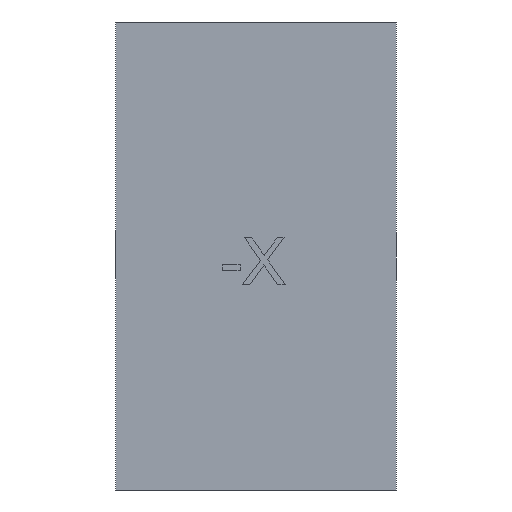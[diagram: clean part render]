
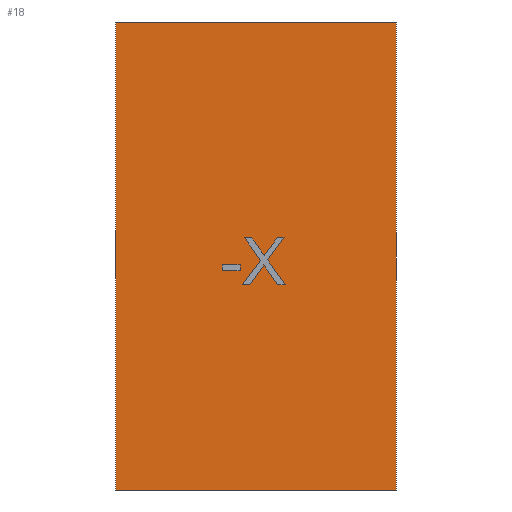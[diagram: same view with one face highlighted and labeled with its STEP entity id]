
A CAD part, left-side view. The second image highlights one B-rep face of the part: STEP entity #18.
In plain terms, the highlighted planar face has unit normal (-1, 0, 0).
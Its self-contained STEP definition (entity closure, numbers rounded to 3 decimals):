
#18=ADVANCED_FACE('',(#174,#165,#166),#2308,.T.);
#165=FACE_BOUND('',#325,.T.);
#166=FACE_BOUND('',#326,.T.);
#174=FACE_OUTER_BOUND('',#324,.T.);
#324=EDGE_LOOP('',(#549,#550,#551,#552));
#325=EDGE_LOOP('',(#553,#554,#555,#556));
#326=EDGE_LOOP('',(#557,#558,#559,#560,#561,#562,#563,#564,#565,#566,#567,
#568,#569,#570,#571,#572));
#549=ORIENTED_EDGE('',*,*,#1261,.T.);
#550=ORIENTED_EDGE('',*,*,#1254,.T.);
#551=ORIENTED_EDGE('',*,*,#1262,.F.);
#552=ORIENTED_EDGE('',*,*,#1259,.F.);
#553=ORIENTED_EDGE('',*,*,#1475,.T.);
#554=ORIENTED_EDGE('',*,*,#1478,.T.);
#555=ORIENTED_EDGE('',*,*,#1477,.T.);
#556=ORIENTED_EDGE('',*,*,#1476,.T.);
#557=ORIENTED_EDGE('',*,*,#1511,.T.);
#558=ORIENTED_EDGE('',*,*,#1526,.T.);
#559=ORIENTED_EDGE('',*,*,#1525,.T.);
#560=ORIENTED_EDGE('',*,*,#1524,.T.);
#561=ORIENTED_EDGE('',*,*,#1523,.T.);
#562=ORIENTED_EDGE('',*,*,#1522,.T.);
#563=ORIENTED_EDGE('',*,*,#1521,.T.);
#564=ORIENTED_EDGE('',*,*,#1520,.T.);
#565=ORIENTED_EDGE('',*,*,#1519,.T.);
#566=ORIENTED_EDGE('',*,*,#1518,.T.);
#567=ORIENTED_EDGE('',*,*,#1517,.T.);
#568=ORIENTED_EDGE('',*,*,#1516,.T.);
#569=ORIENTED_EDGE('',*,*,#1515,.T.);
#570=ORIENTED_EDGE('',*,*,#1514,.T.);
#571=ORIENTED_EDGE('',*,*,#1513,.T.);
#572=ORIENTED_EDGE('',*,*,#1512,.T.);
#1254=EDGE_CURVE('',#2031,#2034,#1644,.T.);
#1259=EDGE_CURVE('',#2037,#2038,#1649,.T.);
#1261=EDGE_CURVE('',#2037,#2031,#1651,.T.);
#1262=EDGE_CURVE('',#2038,#2034,#1652,.T.);
#1475=EDGE_CURVE('',#2179,#2180,#1865,.T.);
#1476=EDGE_CURVE('',#2181,#2179,#1866,.T.);
#1477=EDGE_CURVE('',#2182,#2181,#1867,.T.);
#1478=EDGE_CURVE('',#2180,#2182,#1868,.T.);
#1511=EDGE_CURVE('',#2199,#2200,#1901,.T.);
#1512=EDGE_CURVE('',#2201,#2199,#1902,.T.);
#1513=EDGE_CURVE('',#2202,#2201,#1903,.T.);
#1514=EDGE_CURVE('',#2203,#2202,#1904,.T.);
#1515=EDGE_CURVE('',#2204,#2203,#1905,.T.);
#1516=EDGE_CURVE('',#2205,#2204,#1906,.T.);
#1517=EDGE_CURVE('',#2206,#2205,#1907,.T.);
#1518=EDGE_CURVE('',#2207,#2206,#1908,.T.);
#1519=EDGE_CURVE('',#2208,#2207,#1909,.T.);
#1520=EDGE_CURVE('',#2209,#2208,#1910,.T.);
#1521=EDGE_CURVE('',#2210,#2209,#1911,.T.);
#1522=EDGE_CURVE('',#2211,#2210,#1912,.T.);
#1523=EDGE_CURVE('',#2212,#2211,#1913,.T.);
#1524=EDGE_CURVE('',#2213,#2212,#1914,.T.);
#1525=EDGE_CURVE('',#2214,#2213,#1915,.T.);
#1526=EDGE_CURVE('',#2200,#2214,#1916,.T.);
#1644=B_SPLINE_CURVE_WITH_KNOTS('',1,(#3201,#3202),.UNSPECIFIED.,.F.,.F.,
(2,2),(0.,50.),.UNSPECIFIED.);
#1649=B_SPLINE_CURVE_WITH_KNOTS('',1,(#3211,#3212),.UNSPECIFIED.,.F.,.F.,
(2,2),(0.,50.),.UNSPECIFIED.);
#1651=B_SPLINE_CURVE_WITH_KNOTS('',1,(#3215,#3216),.UNSPECIFIED.,.F.,.F.,
(2,2),(70.,100.),.UNSPECIFIED.);
#1652=B_SPLINE_CURVE_WITH_KNOTS('',1,(#3217,#3218),.UNSPECIFIED.,.F.,.F.,
(2,2),(70.,100.),.UNSPECIFIED.);
#1865=B_SPLINE_CURVE_WITH_KNOTS('',1,(#3655,#3656),.UNSPECIFIED.,.F.,.F.,
(2,2),(3.,4.),.UNSPECIFIED.);
#1866=B_SPLINE_CURVE_WITH_KNOTS('',1,(#3657,#3658),.UNSPECIFIED.,.F.,.F.,
(2,2),(2.,3.),.UNSPECIFIED.);
#1867=B_SPLINE_CURVE_WITH_KNOTS('',1,(#3659,#3660),.UNSPECIFIED.,.F.,.F.,
(2,2),(1.,2.),.UNSPECIFIED.);
#1868=B_SPLINE_CURVE_WITH_KNOTS('',1,(#3661,#3662),.UNSPECIFIED.,.F.,.F.,
(2,2),(0.,1.),.UNSPECIFIED.);
#1901=B_SPLINE_CURVE_WITH_KNOTS('',1,(#3731,#3732),.UNSPECIFIED.,.F.,.F.,
(2,2),(-1.57,0.),.UNSPECIFIED.);
#1902=B_SPLINE_CURVE_WITH_KNOTS('',1,(#3733,#3734),.UNSPECIFIED.,.F.,.F.,
(2,2),(-2.357,-1.57),.UNSPECIFIED.);
#1903=B_SPLINE_CURVE_WITH_KNOTS('',1,(#3735,#3736),.UNSPECIFIED.,.F.,.F.,
(2,2),(-5.295,-2.357),.UNSPECIFIED.);
#1904=B_SPLINE_CURVE_WITH_KNOTS('',1,(#3737,#3738),.UNSPECIFIED.,.F.,.F.,
(2,2),(-8.537,-5.295),.UNSPECIFIED.);
#1905=B_SPLINE_CURVE_WITH_KNOTS('',1,(#3739,#3740),.UNSPECIFIED.,.F.,.F.,
(2,2),(-9.331,-8.537),.UNSPECIFIED.);
#1906=B_SPLINE_CURVE_WITH_KNOTS('',1,(#3741,#3742),.UNSPECIFIED.,.F.,.F.,
(2,2),(-11.478,-9.331),.UNSPECIFIED.);
#1907=B_SPLINE_CURVE_WITH_KNOTS('',2,(#3743,#3744,#3745),.UNSPECIFIED.,
 .F.,.F.,(3,3),(-12.478,-11.478),.UNSPECIFIED.);
#1908=B_SPLINE_CURVE_WITH_KNOTS('',2,(#3746,#3747,#3748),.UNSPECIFIED.,
 .F.,.F.,(3,3),(-13.478,-12.478),.UNSPECIFIED.);
#1909=B_SPLINE_CURVE_WITH_KNOTS('',1,(#3749,#3750),.UNSPECIFIED.,.F.,.F.,
(2,2),(-14.478,-13.478),.UNSPECIFIED.);
#1910=B_SPLINE_CURVE_WITH_KNOTS('',1,(#3751,#3752),.UNSPECIFIED.,.F.,.F.,
(2,2),(-15.478,-14.478),.UNSPECIFIED.);
#1911=B_SPLINE_CURVE_WITH_KNOTS('',1,(#3753,#3754),.UNSPECIFIED.,.F.,.F.,
(2,2),(-16.478,-15.478),.UNSPECIFIED.);
#1912=B_SPLINE_CURVE_WITH_KNOTS('',1,(#3755,#3756),.UNSPECIFIED.,.F.,.F.,
(2,2),(-17.478,-16.478),.UNSPECIFIED.);
#1913=B_SPLINE_CURVE_WITH_KNOTS('',1,(#3757,#3758),.UNSPECIFIED.,.F.,.F.,
(2,2),(-18.478,-17.478),.UNSPECIFIED.);
#1914=B_SPLINE_CURVE_WITH_KNOTS('',1,(#3759,#3760),.UNSPECIFIED.,.F.,.F.,
(2,2),(-19.478,-18.478),.UNSPECIFIED.);
#1915=B_SPLINE_CURVE_WITH_KNOTS('',2,(#3761,#3762,#3763),.UNSPECIFIED.,
 .F.,.F.,(3,3),(-20.478,-19.478),.UNSPECIFIED.);
#1916=B_SPLINE_CURVE_WITH_KNOTS('',2,(#3764,#3765,#3766),.UNSPECIFIED.,
 .F.,.F.,(3,3),(-21.478,-20.478),.UNSPECIFIED.);
#2031=VERTEX_POINT('',#2935);
#2034=VERTEX_POINT('',#2938);
#2037=VERTEX_POINT('',#2941);
#2038=VERTEX_POINT('',#2942);
#2179=VERTEX_POINT('',#3083);
#2180=VERTEX_POINT('',#3084);
#2181=VERTEX_POINT('',#3085);
#2182=VERTEX_POINT('',#3086);
#2199=VERTEX_POINT('',#3103);
#2200=VERTEX_POINT('',#3104);
#2201=VERTEX_POINT('',#3105);
#2202=VERTEX_POINT('',#3106);
#2203=VERTEX_POINT('',#3107);
#2204=VERTEX_POINT('',#3108);
#2205=VERTEX_POINT('',#3109);
#2206=VERTEX_POINT('',#3110);
#2207=VERTEX_POINT('',#3111);
#2208=VERTEX_POINT('',#3112);
#2209=VERTEX_POINT('',#3113);
#2210=VERTEX_POINT('',#3114);
#2211=VERTEX_POINT('',#3115);
#2212=VERTEX_POINT('',#3116);
#2213=VERTEX_POINT('',#3117);
#2214=VERTEX_POINT('',#3118);
#2308=PLANE('',#2458);
#2458=AXIS2_PLACEMENT_3D('',#2724,#2591,$);
#2591=DIRECTION('',(-1.,0.,0.));
#2724=CARTESIAN_POINT('',(-10.,15.,0.));
#2935=CARTESIAN_POINT('',(-10.,-15.,0.));
#2938=CARTESIAN_POINT('',(-10.,-15.,50.));
#2941=CARTESIAN_POINT('',(-10.,15.,0.));
#2942=CARTESIAN_POINT('',(-10.,15.,50.));
#3083=CARTESIAN_POINT('',(-10.,1.698,23.439));
#3084=CARTESIAN_POINT('',(-10.,3.582,23.439));
#3085=CARTESIAN_POINT('',(-10.,1.698,24.056));
#3086=CARTESIAN_POINT('',(-10.,3.582,24.056));
#3103=CARTESIAN_POINT('',(-10.,0.433,26.936));
#3104=CARTESIAN_POINT('',(-10.,-0.473,25.655));
#3105=CARTESIAN_POINT('',(-10.,1.221,26.936));
#3106=CARTESIAN_POINT('',(-10.,-0.484,24.544));
#3107=CARTESIAN_POINT('',(-10.,1.449,21.94));
#3108=CARTESIAN_POINT('',(-10.,0.655,21.94));
#3109=CARTESIAN_POINT('',(-10.,-0.6,23.681));
#3110=CARTESIAN_POINT('',(-10.,-0.838,24.056));
#3111=CARTESIAN_POINT('',(-10.,-1.056,23.722));
#3112=CARTESIAN_POINT('',(-10.,-2.314,21.94));
#3113=CARTESIAN_POINT('',(-10.,-3.132,21.94));
#3114=CARTESIAN_POINT('',(-10.,-1.24,24.581));
#3115=CARTESIAN_POINT('',(-10.,-2.996,26.936));
#3116=CARTESIAN_POINT('',(-10.,-2.276,26.936));
#3117=CARTESIAN_POINT('',(-10.,-1.271,25.61));
#3118=CARTESIAN_POINT('',(-10.,-0.876,25.041));
#3201=CARTESIAN_POINT('',(-10.,-15.,0.));
#3202=CARTESIAN_POINT('',(-10.,-15.,50.));
#3211=CARTESIAN_POINT('',(-10.,15.,0.));
#3212=CARTESIAN_POINT('',(-10.,15.,50.));
#3215=CARTESIAN_POINT('',(-10.,15.,0.));
#3216=CARTESIAN_POINT('',(-10.,-15.,0.));
#3217=CARTESIAN_POINT('',(-10.,15.,50.));
#3218=CARTESIAN_POINT('',(-10.,-15.,50.));
#3655=CARTESIAN_POINT('',(-10.,1.698,23.439));
#3656=CARTESIAN_POINT('',(-10.,3.582,23.439));
#3657=CARTESIAN_POINT('',(-10.,1.698,24.056));
#3658=CARTESIAN_POINT('',(-10.,1.698,23.439));
#3659=CARTESIAN_POINT('',(-10.,3.582,24.056));
#3660=CARTESIAN_POINT('',(-10.,1.698,24.056));
#3661=CARTESIAN_POINT('',(-10.,3.582,23.439));
#3662=CARTESIAN_POINT('',(-10.,3.582,24.056));
#3731=CARTESIAN_POINT('',(-10.,0.433,26.936));
#3732=CARTESIAN_POINT('',(-10.,-0.473,25.655));
#3733=CARTESIAN_POINT('',(-10.,1.221,26.936));
#3734=CARTESIAN_POINT('',(-10.,0.433,26.936));
#3735=CARTESIAN_POINT('',(-10.,-0.484,24.544));
#3736=CARTESIAN_POINT('',(-10.,1.221,26.936));
#3737=CARTESIAN_POINT('',(-10.,1.449,21.94));
#3738=CARTESIAN_POINT('',(-10.,-0.484,24.544));
#3739=CARTESIAN_POINT('',(-10.,0.655,21.94));
#3740=CARTESIAN_POINT('',(-10.,1.449,21.94));
#3741=CARTESIAN_POINT('',(-10.,-0.6,23.681));
#3742=CARTESIAN_POINT('',(-10.,0.655,21.94));
#3743=CARTESIAN_POINT('',(-10.,-0.838,24.056));
#3744=CARTESIAN_POINT('',(-10.,-0.671,23.784));
#3745=CARTESIAN_POINT('',(-10.,-0.6,23.681));
#3746=CARTESIAN_POINT('',(-10.,-1.056,23.722));
#3747=CARTESIAN_POINT('',(-10.,-0.951,23.876));
#3748=CARTESIAN_POINT('',(-10.,-0.838,24.056));
#3749=CARTESIAN_POINT('',(-10.,-2.314,21.94));
#3750=CARTESIAN_POINT('',(-10.,-1.056,23.722));
#3751=CARTESIAN_POINT('',(-10.,-3.132,21.94));
#3752=CARTESIAN_POINT('',(-10.,-2.314,21.94));
#3753=CARTESIAN_POINT('',(-10.,-1.24,24.581));
#3754=CARTESIAN_POINT('',(-10.,-3.132,21.94));
#3755=CARTESIAN_POINT('',(-10.,-2.996,26.936));
#3756=CARTESIAN_POINT('',(-10.,-1.24,24.581));
#3757=CARTESIAN_POINT('',(-10.,-2.276,26.936));
#3758=CARTESIAN_POINT('',(-10.,-2.996,26.936));
#3759=CARTESIAN_POINT('',(-10.,-1.271,25.61));
#3760=CARTESIAN_POINT('',(-10.,-2.276,26.936));
#3761=CARTESIAN_POINT('',(-10.,-0.876,25.041));
#3762=CARTESIAN_POINT('',(-10.,-1.043,25.314));
#3763=CARTESIAN_POINT('',(-10.,-1.271,25.61));
#3764=CARTESIAN_POINT('',(-10.,-0.473,25.655));
#3765=CARTESIAN_POINT('',(-10.,-0.756,25.256));
#3766=CARTESIAN_POINT('',(-10.,-0.876,25.041));
